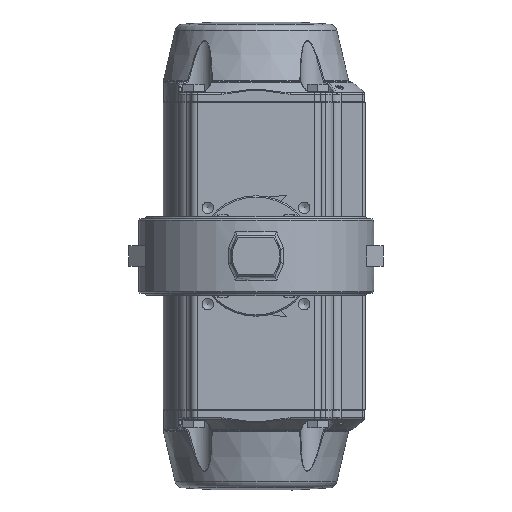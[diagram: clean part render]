
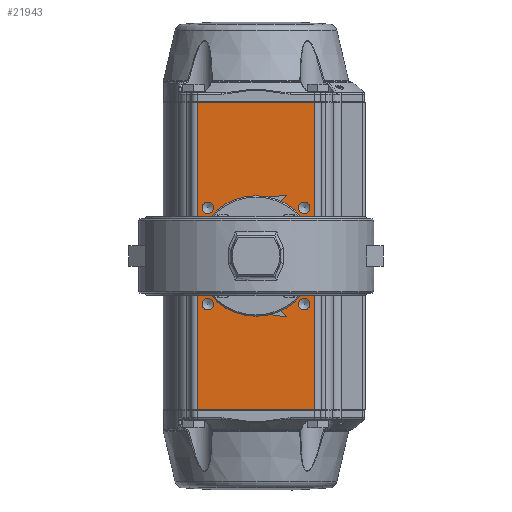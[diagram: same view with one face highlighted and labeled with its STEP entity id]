
A CAD part, front view. The second image highlights one B-rep face of the part: STEP entity #21943.
In plain terms, the highlighted planar face has unit normal (0, -1, 0).
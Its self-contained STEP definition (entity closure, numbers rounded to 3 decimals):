
#2097=LINE('',#44170,#3388);
#2153=LINE('',#44355,#3444);
#2247=LINE('',#44625,#3538);
#2248=LINE('',#44628,#3539);
#3388=VECTOR('',#29723,1000.);
#3444=VECTOR('',#29913,1000.);
#3538=VECTOR('',#30197,1000.);
#3539=VECTOR('',#30202,1000.);
#7671=ORIENTED_EDGE('',*,*,#12573,.F.);
#7672=ORIENTED_EDGE('',*,*,#12439,.T.);
#7673=ORIENTED_EDGE('',*,*,#12575,.T.);
#7674=ORIENTED_EDGE('',*,*,#12347,.T.);
#7675=ORIENTED_EDGE('',*,*,#12576,.F.);
#7676=ORIENTED_EDGE('',*,*,#12577,.F.);
#7677=ORIENTED_EDGE('',*,*,#12578,.F.);
#7678=ORIENTED_EDGE('',*,*,#12579,.F.);
#7679=ORIENTED_EDGE('',*,*,#12580,.F.);
#7680=ORIENTED_EDGE('',*,*,#12581,.F.);
#7681=ORIENTED_EDGE('',*,*,#12582,.F.);
#7682=ORIENTED_EDGE('',*,*,#12583,.F.);
#7683=ORIENTED_EDGE('',*,*,#12584,.T.);
#12347=EDGE_CURVE('',#15115,#15118,#2097,.T.);
#12439=EDGE_CURVE('',#15181,#15180,#2153,.T.);
#12573=EDGE_CURVE('',#15181,#15118,#2247,.T.);
#12575=EDGE_CURVE('',#15180,#15115,#2248,.T.);
#12576=EDGE_CURVE('',#15262,#15262,#16674,.T.);
#12577=EDGE_CURVE('',#15263,#15263,#16675,.T.);
#12578=EDGE_CURVE('',#15264,#15264,#16676,.T.);
#12579=EDGE_CURVE('',#15265,#15265,#16677,.T.);
#12580=EDGE_CURVE('',#15266,#15266,#16678,.T.);
#12581=EDGE_CURVE('',#15267,#15267,#16679,.T.);
#12582=EDGE_CURVE('',#15268,#15268,#16680,.T.);
#12583=EDGE_CURVE('',#15269,#15269,#16681,.T.);
#12584=EDGE_CURVE('',#15270,#15270,#16682,.T.);
#15115=VERTEX_POINT('',#44164);
#15118=VERTEX_POINT('',#44169);
#15180=VERTEX_POINT('',#44354);
#15181=VERTEX_POINT('',#44356);
#15262=VERTEX_POINT('',#44630);
#15263=VERTEX_POINT('',#44632);
#15264=VERTEX_POINT('',#44634);
#15265=VERTEX_POINT('',#44636);
#15266=VERTEX_POINT('',#44638);
#15267=VERTEX_POINT('',#44640);
#15268=VERTEX_POINT('',#44642);
#15269=VERTEX_POINT('',#44644);
#15270=VERTEX_POINT('',#44646);
#16674=CIRCLE('',#25978,3.4);
#16675=CIRCLE('',#25979,3.4);
#16676=CIRCLE('',#25980,3.4);
#16677=CIRCLE('',#25981,3.4);
#16678=CIRCLE('',#25982,4.25);
#16679=CIRCLE('',#25983,4.25);
#16680=CIRCLE('',#25984,4.25);
#16681=CIRCLE('',#25985,4.25);
#16682=CIRCLE('',#25986,27.5);
#18192=EDGE_LOOP('',(#7671,#7672,#7673,#7674));
#18193=EDGE_LOOP('',(#7675));
#18194=EDGE_LOOP('',(#7676));
#18195=EDGE_LOOP('',(#7677));
#18196=EDGE_LOOP('',(#7678));
#18197=EDGE_LOOP('',(#7679));
#18198=EDGE_LOOP('',(#7680));
#18199=EDGE_LOOP('',(#7681));
#18200=EDGE_LOOP('',(#7682));
#18201=EDGE_LOOP('',(#7683));
#19894=FACE_BOUND('',#18192,.T.);
#19895=FACE_BOUND('',#18193,.T.);
#19896=FACE_BOUND('',#18194,.T.);
#19897=FACE_BOUND('',#18195,.T.);
#19898=FACE_BOUND('',#18196,.T.);
#19899=FACE_BOUND('',#18197,.T.);
#19900=FACE_BOUND('',#18198,.T.);
#19901=FACE_BOUND('',#18199,.T.);
#19902=FACE_BOUND('',#18200,.T.);
#19903=FACE_BOUND('',#18201,.T.);
#21110=PLANE('',#25977);
#21943=ADVANCED_FACE('',(#19894,#19895,#19896,#19897,#19898,#19899,#19900,
#19901,#19902,#19903),#21110,.F.);
#25977=AXIS2_PLACEMENT_3D('',#44627,#30200,#30201);
#25978=AXIS2_PLACEMENT_3D('',#44629,#30203,#30204);
#25979=AXIS2_PLACEMENT_3D('',#44631,#30205,#30206);
#25980=AXIS2_PLACEMENT_3D('',#44633,#30207,#30208);
#25981=AXIS2_PLACEMENT_3D('',#44635,#30209,#30210);
#25982=AXIS2_PLACEMENT_3D('',#44637,#30211,#30212);
#25983=AXIS2_PLACEMENT_3D('',#44639,#30213,#30214);
#25984=AXIS2_PLACEMENT_3D('',#44641,#30215,#30216);
#25985=AXIS2_PLACEMENT_3D('',#44643,#30217,#30218);
#25986=AXIS2_PLACEMENT_3D('',#44645,#30219,#30220);
#29723=DIRECTION('',(1.,0.,0.));
#29913=DIRECTION('',(-1.,0.,0.));
#30197=DIRECTION('',(0.,0.,-1.));
#30200=DIRECTION('',(0.,1.,0.));
#30201=DIRECTION('',(0.,0.,1.));
#30202=DIRECTION('',(0.,0.,-1.));
#30203=DIRECTION('',(0.,-1.,0.));
#30204=DIRECTION('',(0.,0.,-1.));
#30205=DIRECTION('',(0.,-1.,0.));
#30206=DIRECTION('',(0.,0.,-1.));
#30207=DIRECTION('',(0.,-1.,0.));
#30208=DIRECTION('',(0.,0.,-1.));
#30209=DIRECTION('',(0.,-1.,0.));
#30210=DIRECTION('',(0.,0.,-1.));
#30211=DIRECTION('',(0.,-1.,0.));
#30212=DIRECTION('',(0.,0.,-1.));
#30213=DIRECTION('',(0.,-1.,0.));
#30214=DIRECTION('',(0.,0.,-1.));
#30215=DIRECTION('',(0.,-1.,0.));
#30216=DIRECTION('',(0.,0.,-1.));
#30217=DIRECTION('',(0.,-1.,0.));
#30218=DIRECTION('',(0.,0.,-1.));
#30219=DIRECTION('',(0.,1.,0.));
#30220=DIRECTION('',(0.,0.,1.));
#44164=CARTESIAN_POINT('',(-44.,-80.,-115.));
#44169=CARTESIAN_POINT('',(44.,-80.,-115.));
#44170=CARTESIAN_POINT('',(-44.,-80.,-115.));
#44354=CARTESIAN_POINT('',(-44.,-80.,115.));
#44355=CARTESIAN_POINT('',(-44.,-80.,115.));
#44356=CARTESIAN_POINT('',(44.,-80.,115.));
#44625=CARTESIAN_POINT('',(44.,-80.,115.5));
#44627=CARTESIAN_POINT('',(-44.,-80.,115.5));
#44628=CARTESIAN_POINT('',(-44.,-80.,115.5));
#44629=CARTESIAN_POINT('',(24.749,-80.,24.749));
#44630=CARTESIAN_POINT('',(24.749,-80.,21.349));
#44631=CARTESIAN_POINT('',(24.749,-80.,-24.749));
#44632=CARTESIAN_POINT('',(24.749,-80.,-28.149));
#44633=CARTESIAN_POINT('',(-24.749,-80.,-24.749));
#44634=CARTESIAN_POINT('',(-24.749,-80.,-28.149));
#44635=CARTESIAN_POINT('',(-24.749,-80.,24.749));
#44636=CARTESIAN_POINT('',(-24.749,-80.,21.349));
#44637=CARTESIAN_POINT('',(36.062,-80.,36.062));
#44638=CARTESIAN_POINT('',(36.062,-80.,31.812));
#44639=CARTESIAN_POINT('',(36.062,-80.,-36.062));
#44640=CARTESIAN_POINT('',(36.062,-80.,-40.312));
#44641=CARTESIAN_POINT('',(-36.062,-80.,-36.062));
#44642=CARTESIAN_POINT('',(-36.062,-80.,-40.312));
#44643=CARTESIAN_POINT('',(-36.062,-80.,36.062));
#44644=CARTESIAN_POINT('',(-36.062,-80.,31.812));
#44645=CARTESIAN_POINT('',(0.,-80.,0.));
#44646=CARTESIAN_POINT('',(0.,-80.,27.5));
